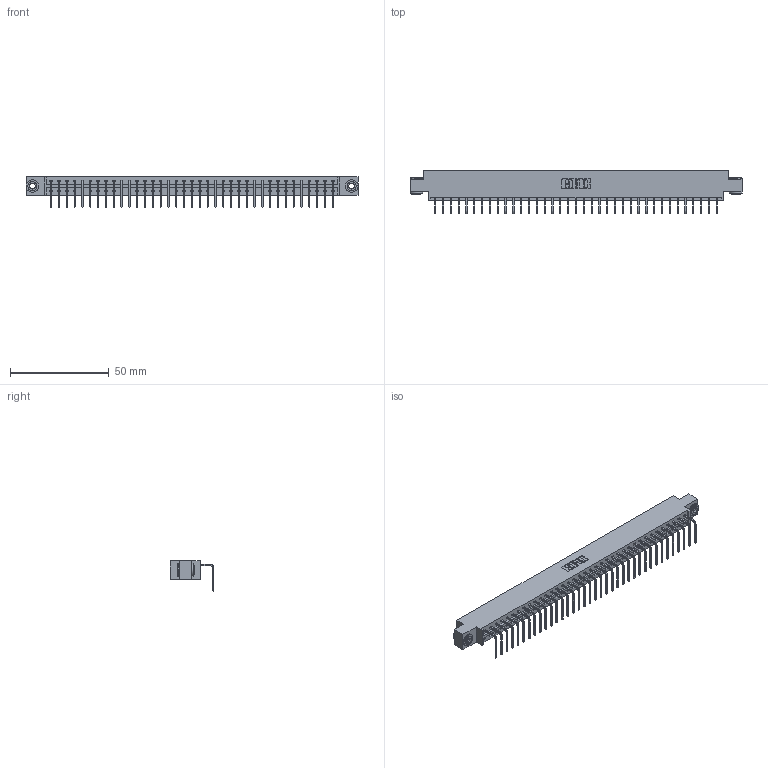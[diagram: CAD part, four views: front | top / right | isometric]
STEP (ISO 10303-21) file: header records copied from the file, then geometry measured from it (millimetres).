
FILE_DESCRIPTION (( 'STEP AP203' ), '1' );
FILE_NAME ('833-037-558-603.STEP', '2020-06-03T05:48:01', ( '' ), ( '' ), 'SwSTEP 2.0', 'SolidWorks 2020', '' );
FILE_SCHEMA (( 'CONFIG_CONTROL_DESIGN' ));
Length unit declared in the file: inch
Products named in the file (4): 833 Part_Offset - .156 Dia - TH; 833-037-558-603; 345-292-001_558 Tail - 2; 345-250-002_345-250-002-102
Assembly tree (40 placements, depth 2):
  833-037-558-603
    833 Part_Offset - .156 Dia - TH
    345-292-001_558 Tail - 2  x37
    345-250-002_345-250-002-102  x2
Bounding box: 168.15 x 22.17 x 15.37 mm (x, y, z)
Volume: 16792.3 mm3; surface area: 19317.8 mm2
Topology: 40 solids, 40 shells, 2376 faces, 7133 edges, 4702 vertices
Faces by surface type: plane 1712, cylinder 656, cone 8
Entity records: 24132 total; most frequent: CARTESIAN_POINT 4144, ORIENTED_EDGE 4110, DIRECTION 3539, EDGE_CURVE 2055, VECTOR 1903, LINE 1903, VERTEX_POINT 1366, AXIS2_PLACEMENT_3D 818
